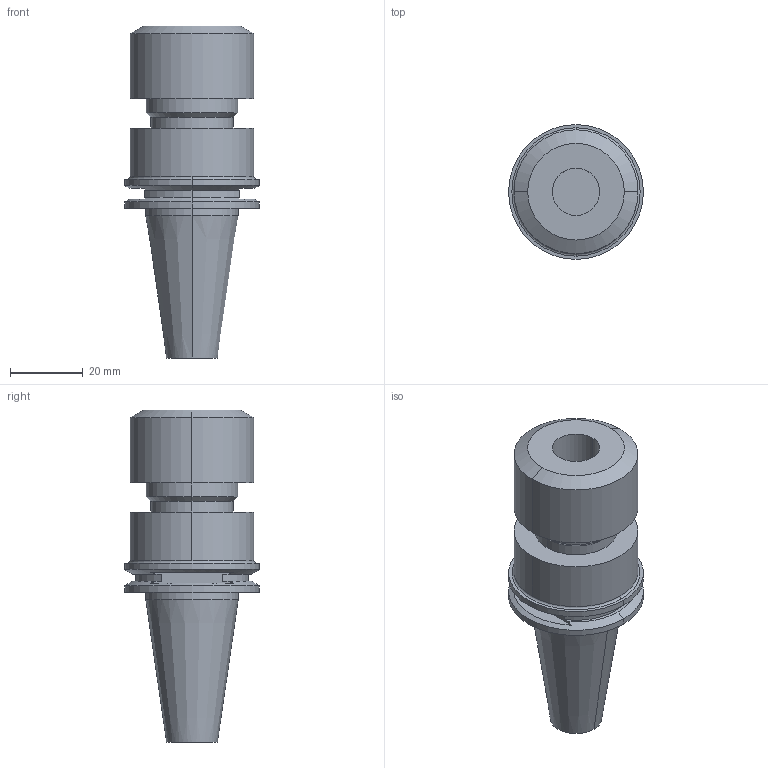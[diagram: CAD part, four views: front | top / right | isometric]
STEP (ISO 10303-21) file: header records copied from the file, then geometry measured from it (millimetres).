
FILE_DESCRIPTION (( 'STEP AP203' ), '1' );
FILE_NAME ('STP-5112-108-020-052-0(86116).STEP', '2023-04-26T00:32:27', ( '' ), ( '' ), 'SwSTEP 2.0', 'SolidWorks 2017', '' );
FILE_SCHEMA (( 'CONFIG_CONTROL_DESIGN' ));
Length unit declared in the file: millimetre
Products named in the file (1): STP-5112-108-020-052-0(86116)
Bounding box: 37 x 37 x 91.08 mm (x, y, z)
Volume: 49720 mm3; surface area: 12594.4 mm2
Topology: 1 solids, 1 shells, 55 faces, 127 edges, 79 vertices
Faces by surface type: cylinder 23, plane 18, cone 12, torus 2
Entity records: 1648 total; most frequent: DIRECTION 297, CARTESIAN_POINT 284, ORIENTED_EDGE 250, EDGE_CURVE 125, AXIS2_PLACEMENT_3D 124, VERTEX_POINT 79, CIRCLE 68, EDGE_LOOP 62
